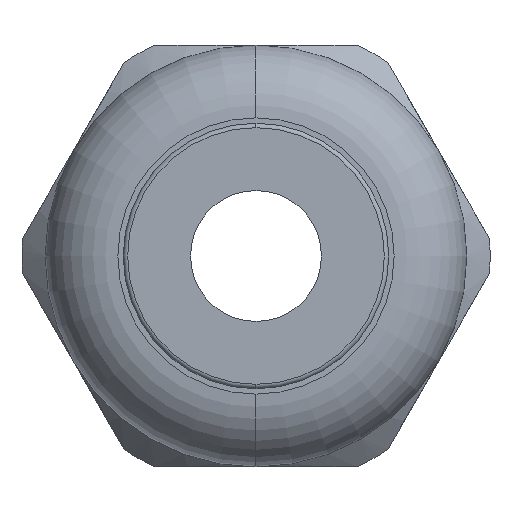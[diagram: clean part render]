
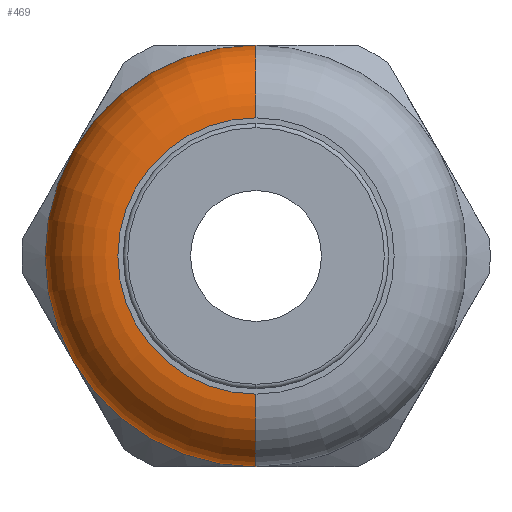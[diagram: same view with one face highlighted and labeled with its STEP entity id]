
A CAD part, left-side view. The second image highlights one B-rep face of the part: STEP entity #469.
In plain terms, the highlighted toroidal (fillet/blend) face has major radius 7.239 mm and minor radius 3.81 mm.
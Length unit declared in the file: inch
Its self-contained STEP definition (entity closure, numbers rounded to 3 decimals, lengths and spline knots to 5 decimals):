
#469 = ADVANCED_FACE ( 'NONE', ( #1722 ), #1721, .T. ) ;
#470 = ORIENTED_EDGE ( 'NONE', *, *, #471, .F. ) ;
#471 = EDGE_CURVE ( 'NONE', #472, #501, #1715, .T. ) ;
#472 = VERTEX_POINT ( 'NONE', #1711 ) ;
#499 = EDGE_LOOP ( 'NONE', ( #470, #502, #505, #508 ) ) ;
#501 = VERTEX_POINT ( 'NONE', #1785 ) ;
#502 = ORIENTED_EDGE ( 'NONE', *, *, #503, .T. ) ;
#503 = EDGE_CURVE ( 'NONE', #472, #504, #1784, .T. ) ;
#504 = VERTEX_POINT ( 'NONE', #1779 ) ;
#505 = ORIENTED_EDGE ( 'NONE', *, *, #506, .F. ) ;
#506 = EDGE_CURVE ( 'NONE', #507, #504, #1778, .T. ) ;
#507 = VERTEX_POINT ( 'NONE', #1773 ) ;
#508 = ORIENTED_EDGE ( 'NONE', *, *, #509, .F. ) ;
#509 = EDGE_CURVE ( 'NONE', #501, #507, #1772, .T. ) ;
#1711 = CARTESIAN_POINT ( 'NONE',  ( -1.14, 0., -0.435 ) ) ;
#1712 = DIRECTION ( 'NONE',  ( 0., 0., 1. ) ) ;
#1713 = DIRECTION ( 'NONE',  ( 1., 0., 0. ) ) ;
#1714 = AXIS2_PLACEMENT_3D ( 'NONE', #1720, #1713, #1712 ) ;
#1715 = CIRCLE ( 'NONE', #1714, 0.435 ) ;
#1716 = DIRECTION ( 'NONE',  ( 0., 0., 1. ) ) ;
#1717 = DIRECTION ( 'NONE',  ( -1., 0., 0. ) ) ;
#1718 = CARTESIAN_POINT ( 'NONE',  ( -1.14, 0., 0. ) ) ;
#1719 = AXIS2_PLACEMENT_3D ( 'NONE', #1718, #1717, #1716 ) ;
#1720 = CARTESIAN_POINT ( 'NONE',  ( -1.14, 0., 0. ) ) ;
#1721 = TOROIDAL_SURFACE ( 'NONE', #1719, 0.285, 0.15 ) ;
#1722 = FACE_OUTER_BOUND ( 'NONE', #499, .T. ) ;
#1768 = DIRECTION ( 'NONE',  ( 0., 0., -1. ) ) ;
#1769 = DIRECTION ( 'NONE',  ( 0., -1., 0. ) ) ;
#1770 = CARTESIAN_POINT ( 'NONE',  ( -1.14, 0., 0.285 ) ) ;
#1771 = AXIS2_PLACEMENT_3D ( 'NONE', #1770, #1769, #1768 ) ;
#1772 = CIRCLE ( 'NONE', #1771, 0.15 ) ;
#1773 = CARTESIAN_POINT ( 'NONE',  ( -1.29, 0., 0.285 ) ) ;
#1774 = DIRECTION ( 'NONE',  ( 0., 0., 1. ) ) ;
#1775 = DIRECTION ( 'NONE',  ( -1., 0., 0. ) ) ;
#1776 = CARTESIAN_POINT ( 'NONE',  ( -1.29, 0., 0. ) ) ;
#1777 = AXIS2_PLACEMENT_3D ( 'NONE', #1776, #1775, #1774 ) ;
#1778 = CIRCLE ( 'NONE', #1777, 0.285 ) ;
#1779 = CARTESIAN_POINT ( 'NONE',  ( -1.29, 0., -0.285 ) ) ;
#1780 = DIRECTION ( 'NONE',  ( 0., 0., 1. ) ) ;
#1781 = DIRECTION ( 'NONE',  ( 0., 1., 0. ) ) ;
#1782 = CARTESIAN_POINT ( 'NONE',  ( -1.14, 0., -0.285 ) ) ;
#1783 = AXIS2_PLACEMENT_3D ( 'NONE', #1782, #1781, #1780 ) ;
#1784 = CIRCLE ( 'NONE', #1783, 0.15 ) ;
#1785 = CARTESIAN_POINT ( 'NONE',  ( -1.14, 0., 0.435 ) ) ;
